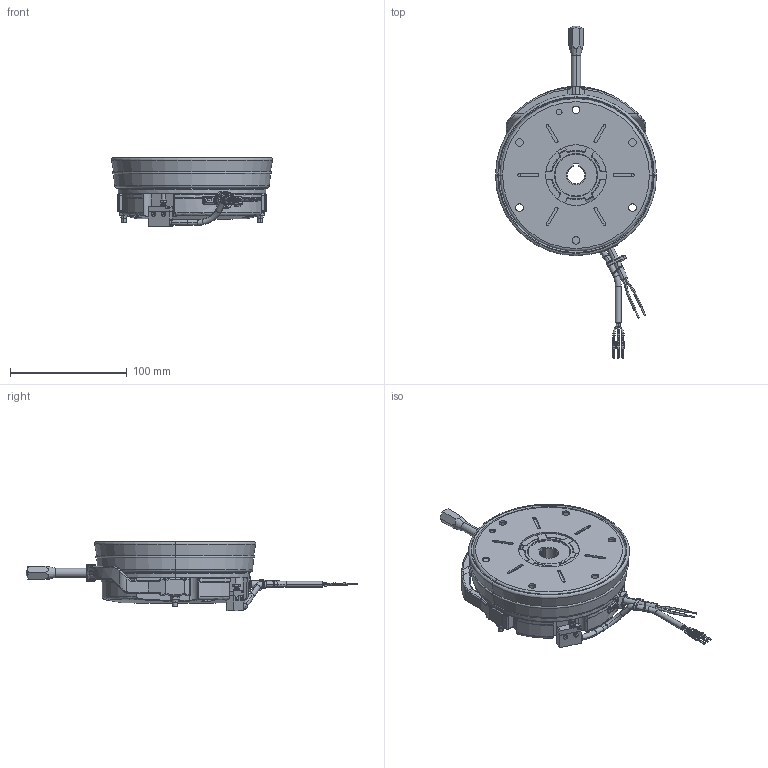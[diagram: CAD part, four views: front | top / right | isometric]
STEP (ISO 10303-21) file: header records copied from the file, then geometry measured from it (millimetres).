
FILE_DESCRIPTION (( 'STEP AP214' ), '1' );
FILE_NAME ('dr_bk_0438-hmrs_mu.STEP', '2021-11-29T09:28:16', ( '' ), ( '' ), 'SwSTEP 2.0', 'SolidWorks 2019', '' );
FILE_SCHEMA (( 'AUTOMOTIVE_DESIGN' ));
Length unit declared in the file: millimetre
Products named in the file (10): 10069421_000; 10068388_000_›123,4 - ›125 - 27,3; 10068390_000; dr_bk_0438-hmrs_mu; 10068378_000; 10068386_000; 10068381_000; 10068385_000; 10068383_000; 10068379_000
Assembly tree (11 placements, depth 2):
  dr_bk_0438-hmrs_mu
    10068381_000
    10068390_000
    10068383_000  x3
    10068385_000
    10068386_000
    10068388_000_›123,4 - ›125 - 27,3
    10068378_000
    10068379_000
    10069421_000
Bounding box: 138.28 x 284.92 x 59.35 mm (x, y, z)
Volume: 573877.3 mm3; surface area: 169935.8 mm2
Topology: 36 solids, 36 shells, 2058 faces, 5181 edges, 3180 vertices
Faces by surface type: plane 768, cylinder 705, bspline 262, cone 134, torus 128, sphere 61
Entity records: 86981 total; most frequent: CARTESIAN_POINT 28270, ORIENTED_EDGE 10064, DIRECTION 9344, EDGE_CURVE 5032, AXIS2_PLACEMENT_3D 3530, VERTEX_POINT 3114, VECTOR 2284, LINE 2284
